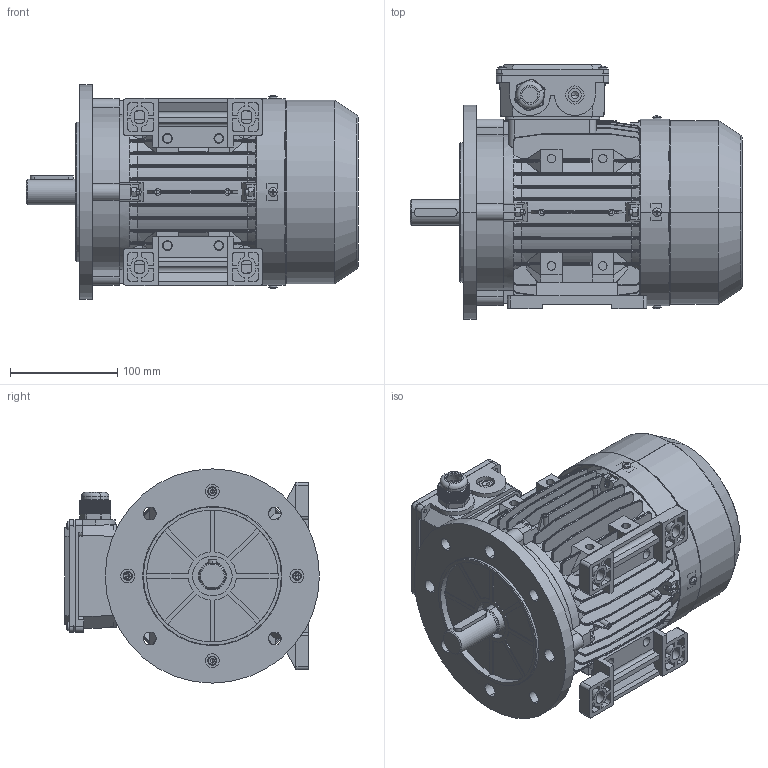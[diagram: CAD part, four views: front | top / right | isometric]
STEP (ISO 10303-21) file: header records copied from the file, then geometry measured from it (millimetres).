
FILE_DESCRIPTION (( 'STEP AP203' ), '1' );
FILE_NAME ('MS90S B35.STEP', '2015-01-05T00:34:12', ( 'USER' ), ( 'MS' ), 'SwSTEP 2.0', 'SolidWorks 2008', '' );
FILE_SCHEMA (( 'CONFIG_CONTROL_DESIGN' ));
Length unit declared in the file: millimetre
Products named in the file (14): MS90S B35; 90风罩_默认; 风叶_默认; Hexagon socket head cap screws GB_GB_FASTENER_SCREWS_HSHCS M5X30-N; 80-100出线螺套_默认; 90B5前盖_默认; 90S机壳_默认; 90S转轴_默认; 90后盖_默认; 90S底脚_默认; 新接线盒座80-100_默认; 新接线盒盖80-100_默认; Cross recessed thread forming screws GB_GB_CROSS_SCREWS_TYPE138 M4X10-N; Hexagon nuts grade C GB_GB_FASTENER_NUT_SNC1 M5-N
Assembly tree (35 placements, depth 2):
  MS90S B35
    90S机壳_默认
    90S转轴_默认
    Cross recessed thread forming screws GB_GB_CROSS_SCREWS_TYPE138 M4X10-N  x8
    Hexagon nuts grade C GB_GB_FASTENER_NUT_SNC1 M5-N  x8
    Hexagon socket head cap screws GB_GB_FASTENER_SCREWS_HSHCS M5X30-N  x8
    风叶_默认
    90S底脚_默认  x2
    90后盖_默认
    80-100出线螺套_默认
    90风罩_默认
    90B5前盖_默认
    新接线盒座80-100_默认
    新接线盒盖80-100_默认
Bounding box: 310 x 238 x 200 mm (x, y, z)
Volume: 1423236.7 mm3; surface area: 759411.8 mm2
Topology: 35 solids, 35 shells, 3608 faces, 9334 edges, 5850 vertices
Faces by surface type: plane 2058, cylinder 1039, cone 192, sphere 120, bspline 116, torus 83
Entity records: 100801 total; most frequent: CARTESIAN_POINT 25421, ORIENTED_EDGE 15810, DIRECTION 14472, EDGE_CURVE 7905, VECTOR 5018, LINE 5018, VERTEX_POINT 4979, AXIS2_PLACEMENT_3D 4727
